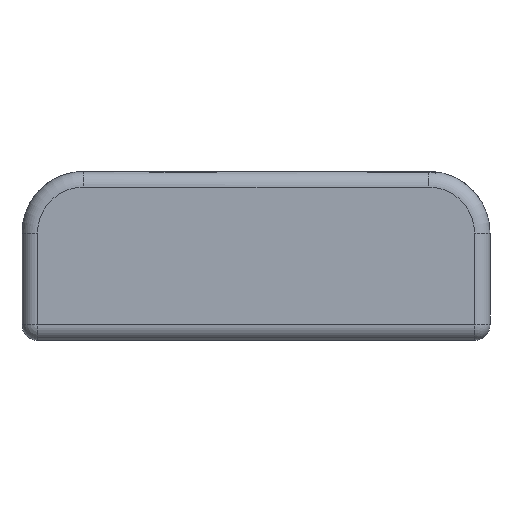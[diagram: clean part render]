
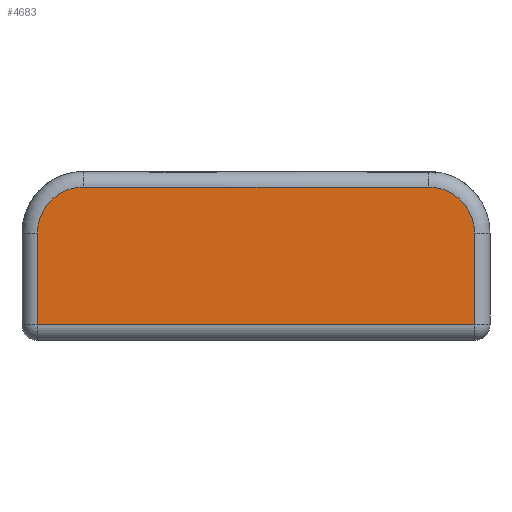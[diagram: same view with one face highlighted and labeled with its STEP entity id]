
A CAD part, left-side view. The second image highlights one B-rep face of the part: STEP entity #4683.
In plain terms, the highlighted planar face has unit normal (-1, 0, 0).
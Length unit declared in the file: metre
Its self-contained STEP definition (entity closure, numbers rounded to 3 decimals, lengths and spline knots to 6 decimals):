
#211=CIRCLE('',#5000,0.005943);
#212=CIRCLE('',#5001,0.005943);
#490=LINE('',#7218,#905);
#491=LINE('',#7221,#906);
#492=LINE('',#7223,#907);
#493=LINE('',#7227,#908);
#905=VECTOR('',#5679,1.);
#906=VECTOR('',#5680,1.);
#907=VECTOR('',#5681,1.);
#908=VECTOR('',#5684,1.);
#1391=ORIENTED_EDGE('',*,*,#2836,.T.);
#1392=ORIENTED_EDGE('',*,*,#2837,.T.);
#1393=ORIENTED_EDGE('',*,*,#2838,.T.);
#1394=ORIENTED_EDGE('',*,*,#2839,.T.);
#1395=ORIENTED_EDGE('',*,*,#2840,.T.);
#1396=ORIENTED_EDGE('',*,*,#2841,.T.);
#2836=EDGE_CURVE('',#3550,#3551,#490,.T.);
#2837=EDGE_CURVE('',#3551,#3552,#491,.T.);
#2838=EDGE_CURVE('',#3552,#3553,#492,.F.);
#2839=EDGE_CURVE('',#3553,#3554,#211,.F.);
#2840=EDGE_CURVE('',#3554,#3555,#493,.F.);
#2841=EDGE_CURVE('',#3555,#3550,#212,.F.);
#3550=VERTEX_POINT('',#7219);
#3551=VERTEX_POINT('',#7220);
#3552=VERTEX_POINT('',#7222);
#3553=VERTEX_POINT('',#7224);
#3554=VERTEX_POINT('',#7226);
#3555=VERTEX_POINT('',#7228);
#3994=EDGE_LOOP('',(#1391,#1392,#1393,#1394,#1395,#1396));
#4269=FACE_BOUND('',#3994,.T.);
#4540=PLANE('',#4999);
#4683=ADVANCED_FACE('',(#4269),#4540,.F.);
#4999=AXIS2_PLACEMENT_3D('',#7217,#5677,#5678);
#5000=AXIS2_PLACEMENT_3D('',#7225,#5682,#5683);
#5001=AXIS2_PLACEMENT_3D('',#7229,#5685,#5686);
#5677=DIRECTION('',(1.,0.,0.));
#5678=DIRECTION('',(0.,1.,0.));
#5679=DIRECTION('',(0.,0.,-1.));
#5680=DIRECTION('',(0.,-1.,0.));
#5681=DIRECTION('',(0.,0.,-1.));
#5682=DIRECTION('',(1.,0.,0.));
#5683=DIRECTION('',(0.,0.,-1.));
#5684=DIRECTION('',(0.,-1.,0.));
#5685=DIRECTION('',(1.,0.,0.));
#5686=DIRECTION('',(0.,0.,-1.));
#7217=CARTESIAN_POINT('',(-0.0054,0.0104,-0.0015));
#7218=CARTESIAN_POINT('',(-0.0054,0.0282,-0.0015));
#7219=CARTESIAN_POINT('',(-0.0054,0.0282,0.001457));
#7220=CARTESIAN_POINT('',(-0.0054,0.0282,-0.0104));
#7221=CARTESIAN_POINT('',(-0.0054,-0.0302,-0.0104));
#7222=CARTESIAN_POINT('',(-0.0054,-0.0282,-0.0104));
#7223=CARTESIAN_POINT('',(-0.0054,-0.0282,-0.0015));
#7224=CARTESIAN_POINT('',(-0.0054,-0.0282,0.001457));
#7225=CARTESIAN_POINT('',(-0.0054,-0.022257,0.001457));
#7226=CARTESIAN_POINT('',(-0.0054,-0.022257,0.0074));
#7227=CARTESIAN_POINT('',(-0.0054,0.022257,0.0074));
#7228=CARTESIAN_POINT('',(-0.0054,0.022257,0.0074));
#7229=CARTESIAN_POINT('',(-0.0054,0.022257,0.001457));
